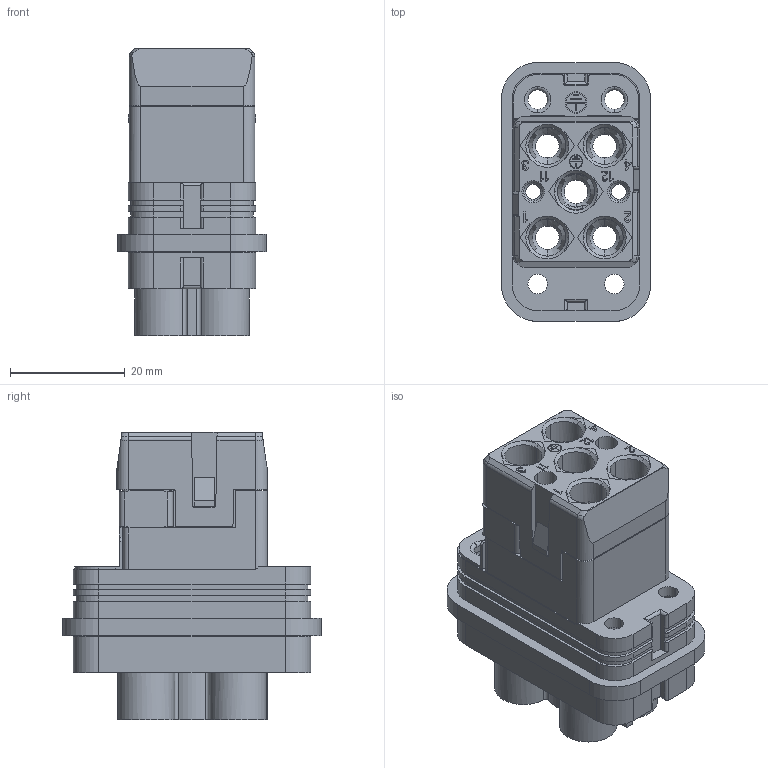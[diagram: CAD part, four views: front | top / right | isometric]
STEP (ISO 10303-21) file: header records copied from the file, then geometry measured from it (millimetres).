
FILE_DESCRIPTION(('Creo Elements/Direct Modeling STEP Export'),'2;1');
FILE_NAME('0ln7uvk5opo6jrt7068','2023-01-19T16:26:30',(''),(''),'Creo Elements/Direct Modeling STEP processor for AP214 (Solid Model)','Creo Elements/Direct Modeling 20.1B 02-Apr-2019 (C) Parametric Technology GmbH','');
FILE_SCHEMA(('AUTOMOTIVE_DESIGN { 1 0 10303 214 1 1 1 1 }'));
Length unit declared in the file: millimetre
Products named in the file (2): CQM 04-2E
Assembly tree (1 placements, depth 2):
  CQM 04-2E
    CQM 04-2E
Bounding box: 26 x 45.2 x 50.2 mm (x, y, z)
Volume: 16901.3 mm3; surface area: 18476.4 mm2
Topology: 1 solids, 1 shells, 758 faces, 2329 edges, 1621 vertices
Faces by surface type: plane 487, cylinder 211, cone 48, torus 12
Entity records: 31776 total; most frequent: CARTESIAN_POINT 4998, ORIENTED_EDGE 4658, DIRECTION 3947, EDGE_CURVE 2329, VECTOR 1715, LINE 1715, VERTEX_POINT 1621, AXIS2_PLACEMENT_3D 1116
